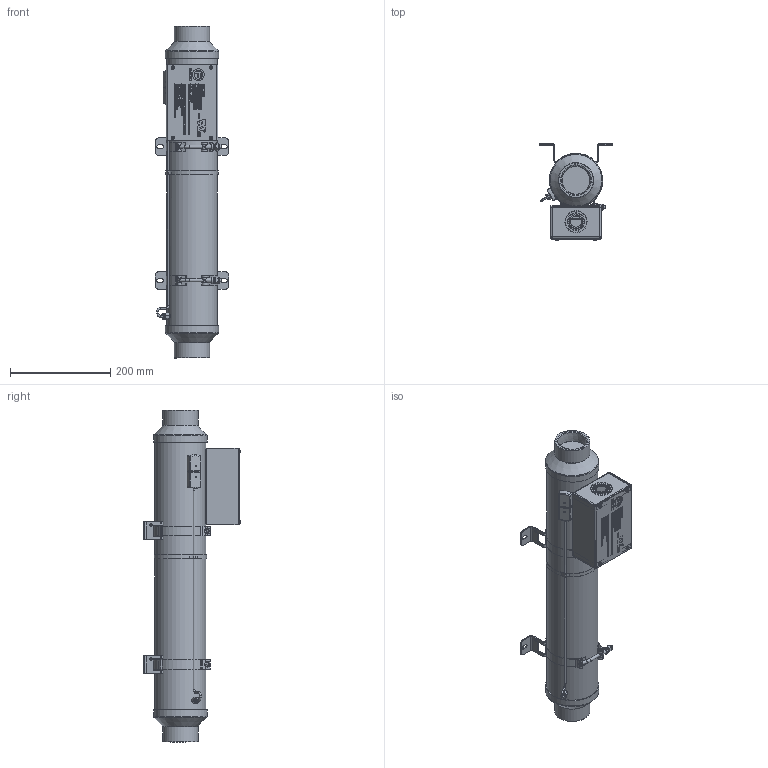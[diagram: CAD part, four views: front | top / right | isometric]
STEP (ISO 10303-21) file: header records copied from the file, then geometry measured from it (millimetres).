
FILE_DESCRIPTION(/* description */ ('Alibre Inc.'),/* implementation_level */ '2;1');
FILE_NAME(/* name */ 'export0',/* time_stamp */ '2016-03-18T10:00:40-04:00',/* author */ (''),/* organization */ (''),/* preprocessor_version */ 'ST-DEVELOPER v14',/* originating_system */ 'Alibre',/* authorisation */ '');
FILE_SCHEMA (('CONFIG_CONTROL_DESIGN'));
Length unit declared in the file: centimetre
Products named in the file (37): ID_1; ID_2; ID_3; ID_4; ID_5; ID_6; ID_7; ID_8; ID_9; ID_10; ID_11; ID_12; ID_13; ID_14; ID_15; ID_16; ID_17; ID_18; ID_19; ID_20; ID_21; ID_22; ID_23; ID_24; ID_25; ID_26; ID_27; ID_28
Bounding box: 145.59 x 191.69 x 661.52 mm (x, y, z)
Volume: 669766.4 mm3; surface area: 685480.6 mm2
Topology: 326 solids, 326 shells, 5317 faces, 13647 edges, 8976 vertices
Faces by surface type: plane 3417, bspline 1243, cylinder 383, cone 224, torus 32, sphere 18
Full cylindrical faces by diameter (mm): 2.54 x4, 2.642 x4, 3.175 x6, 3.251 x1, 3.302 x1, 3.454 x1, 3.556 x4, 3.937 x1, 3.962 x1, 3.988 x1, 4.369 x4, 4.445 x2, 4.623 x5, 4.699 x2, 4.826 x2, 4.851 x1, 4.877 x1, 4.953 x1, 5.08 x4, 5.334 x1, 5.664 x2, 5.69 x2, 6.032 x1, 6.223 x10, 6.35 x2, 6.615 x2, 6.641 x2, 7.325 x2, 7.75 x1, 7.798 x1
Entity records: 149150 total; most frequent: CARTESIAN_POINT 37930, ORIENTED_EDGE 24908, DIRECTION 14741, EDGE_CURVE 12454, VECTOR 9149, LINE 9149, VERTEX_POINT 8306, EDGE_LOOP 5288
